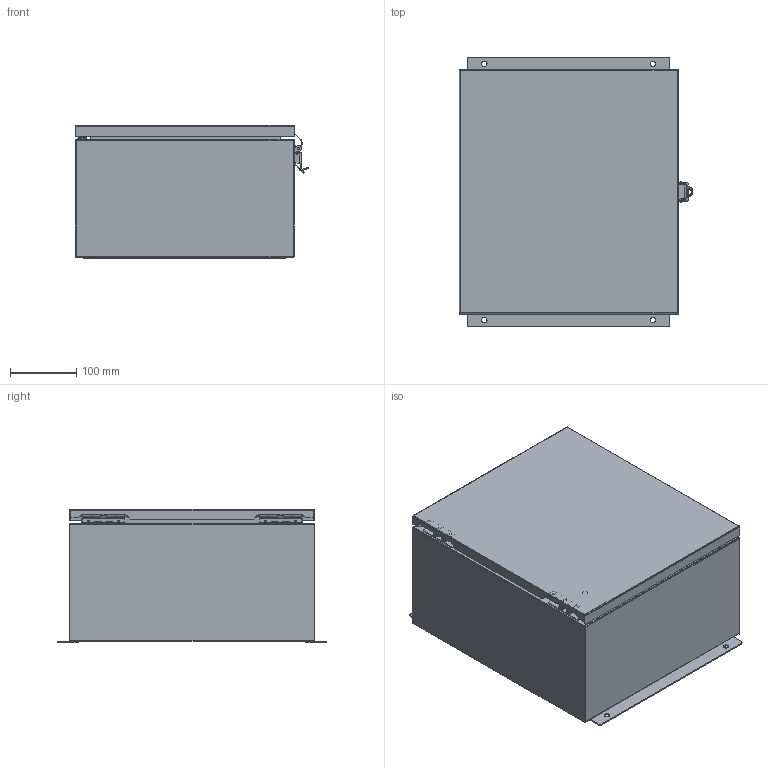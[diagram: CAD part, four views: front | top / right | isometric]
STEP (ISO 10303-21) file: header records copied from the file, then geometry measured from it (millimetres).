
FILE_DESCRIPTION (( 'STEP AP214' ), '1' );
FILE_NAME ('NBSS141207.step', '2020-03-18T18:55:09', ( '' ), ( '' ), 'SwSTEP 2.0', 'SolidWorks 2018', '' );
FILE_SCHEMA (( 'AUTOMOTIVE_DESIGN' ));
Length unit declared in the file: inch
Products named in the file (19): NBSS_integra_latch; NBSS_integra_csink wshr; NBSS141207_box; NBSS_integra_fhscr_91771A830_10-32 x .62lg; NBSS141207; NBSS141207_lid assy; NBSS_integra_gnd stud; NBSS_integra_box brkt; NBSS_integra_box hinge; NBSS_integra_L-com mtg flange; NBSS141207_box assy; NBSS_integra_hinge pin; 9912562-82-10_1; NBSS_integra_lid hinge; 10-32 stud^NBSS141207_box assy; 91115A288_18-8 SS FF THD HEX STDF_91115A288; RIVET_SHORT_12DIA_1; NBSS141207_lid; RIVET_LONG_12DIA_1
Assembly tree (34 placements, depth 4):
  NBSS141207
    NBSS141207_box assy
      NBSS141207_box
      NBSS_integra_box hinge  x2
      NBSS_integra_fhscr_91771A830_10-32 x .62lg  x4
      NBSS_integra_box brkt  x2
      NBSS_integra_csink wshr  x4
      NBSS_integra_hinge pin  x2
      NBSS_integra_latch
        9912562-82-10_1
        RIVET_LONG_12DIA_1
        RIVET_SHORT_12DIA_1  x2
      NBSS_integra_gnd stud
      10-32 stud^NBSS141207_box assy
      91115A288_18-8 SS FF THD HEX STDF_91115A288  x4
      NBSS_integra_L-com mtg flange  x2
    NBSS141207_lid assy
      NBSS141207_lid
      NBSS_integra_lid hinge  x2
      NBSS_integra_gnd stud
Bounding box: 352.42 x 406.4 x 200.69 mm (x, y, z)
Volume: 919313.3 mm3; surface area: 1209410 mm2
Topology: 35 solids, 35 shells, 1469 faces, 3914 edges, 2522 vertices
Faces by surface type: cylinder 715, plane 500, cone 178, bspline 72, torus 4
Entity records: 35044 total; most frequent: CARTESIAN_POINT 12558, ORIENTED_EDGE 4030, DIRECTION 3798, EDGE_CURVE 2015, AXIS2_PLACEMENT_3D 1362, VERTEX_POINT 1299, VECTOR 1074, LINE 1074
